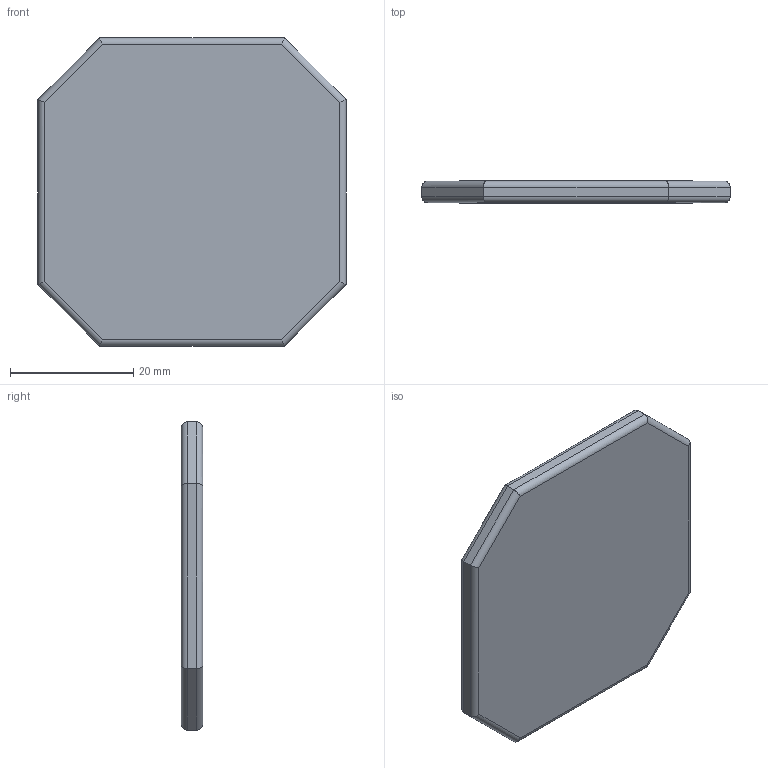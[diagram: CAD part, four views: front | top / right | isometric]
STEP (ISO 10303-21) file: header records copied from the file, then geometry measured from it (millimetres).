
FILE_DESCRIPTION(/* description */ (''),/* implementation_level */ '2;1');
FILE_NAME(/* name */ 'defender.step',/* time_stamp */ '2022-02-09T02:58:49-06:00',/* author */ (''),/* organization */ (''),/* preprocessor_version */ 'ST-DEVELOPER v18.1',/* originating_system */ 'Autodesk Translation Framework v10.13.0.1454',/* authorisation */ '');
FILE_SCHEMA (('AUTOMOTIVE_DESIGN { 1 0 10303 214 3 1 1 }'));
Length unit declared in the file: millimetre
Products named in the file (1): (Unsaved)
Bounding box: 50 x 3.5 x 50 mm (x, y, z)
Volume: 6612.7 mm3; surface area: 7744.6 mm2
Topology: 4 solids, 4 shells, 66 faces, 154 edges, 100 vertices
Faces by surface type: plane 34, cylinder 32
Full cylindrical faces by diameter (mm): 5.1 x4
Entity records: 1934 total; most frequent: DIRECTION 336, CARTESIAN_POINT 321, ORIENTED_EDGE 308, EDGE_CURVE 154, AXIS2_PLACEMENT_3D 115, LINE 106, VECTOR 106, VERTEX_POINT 100
